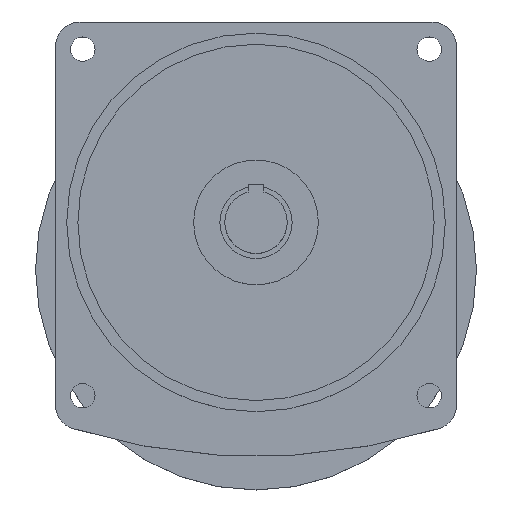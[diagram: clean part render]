
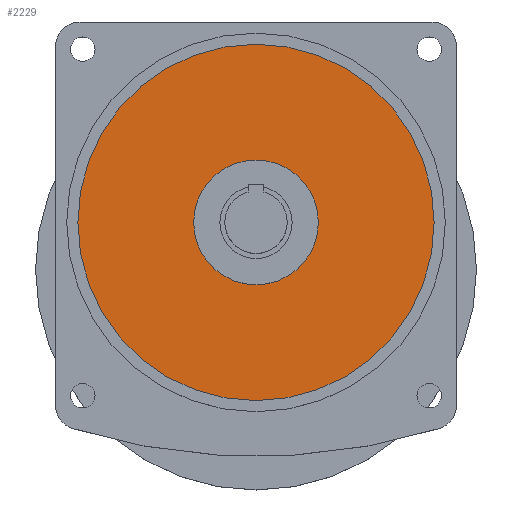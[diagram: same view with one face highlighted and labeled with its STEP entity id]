
A CAD part, top view. The second image highlights one B-rep face of the part: STEP entity #2229.
In plain terms, the highlighted planar face has unit normal (0, 0, 1).
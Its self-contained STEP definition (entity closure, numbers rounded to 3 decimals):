
#25 = DIRECTION ( 'NONE',  ( 1., 0., 0. ) ) ;
#104 = CIRCLE ( 'NONE', #900, 80. ) ;
#645 = VERTEX_POINT ( 'NONE', #4618 ) ;
#724 = ORIENTED_EDGE ( 'NONE', *, *, #1067, .F. ) ;
#770 = PLANE ( 'NONE',  #4418 ) ;
#799 = CIRCLE ( 'NONE', #4793, 80. ) ;
#811 = CARTESIAN_POINT ( 'NONE',  ( 0., 172.5, 0. ) ) ;
#900 = AXIS2_PLACEMENT_3D ( 'NONE', #1032, #2673, #3900 ) ;
#1032 = CARTESIAN_POINT ( 'NONE',  ( 0., 0., 0. ) ) ;
#1059 = CARTESIAN_POINT ( 'NONE',  ( 28., 0., 0. ) ) ;
#1067 = EDGE_CURVE ( 'NONE', #3644, #3939, #4338, .T. ) ;
#1844 = DIRECTION ( 'NONE',  ( 0., 0., 1. ) ) ;
#2223 = CARTESIAN_POINT ( 'NONE',  ( 0., 0., 0. ) ) ;
#2229 = ADVANCED_FACE ( 'NONE', ( #4040, #4229 ), #770, .T. ) ;
#2345 = DIRECTION ( 'NONE',  ( 1., 0., 0. ) ) ;
#2495 = EDGE_CURVE ( 'NONE', #645, #3462, #104, .T. ) ;
#2673 = DIRECTION ( 'NONE',  ( 0., 0., -1. ) ) ;
#2696 = CARTESIAN_POINT ( 'NONE',  ( -80., 0., 0. ) ) ;
#2773 = ORIENTED_EDGE ( 'NONE', *, *, #2495, .F. ) ;
#2797 = CARTESIAN_POINT ( 'NONE',  ( 0., 0., 0. ) ) ;
#3257 = AXIS2_PLACEMENT_3D ( 'NONE', #2223, #3477, #3889 ) ;
#3289 = CARTESIAN_POINT ( 'NONE',  ( -28., 0., 0. ) ) ;
#3414 = CIRCLE ( 'NONE', #3978, 28. ) ;
#3462 = VERTEX_POINT ( 'NONE', #2696 ) ;
#3477 = DIRECTION ( 'NONE',  ( 0., 0., 1. ) ) ;
#3644 = VERTEX_POINT ( 'NONE', #3289 ) ;
#3889 = DIRECTION ( 'NONE',  ( 1., 0., 0. ) ) ;
#3900 = DIRECTION ( 'NONE',  ( 1., 0., 0. ) ) ;
#3939 = VERTEX_POINT ( 'NONE', #1059 ) ;
#3978 = AXIS2_PLACEMENT_3D ( 'NONE', #4298, #1844, #4703 ) ;
#4040 = FACE_OUTER_BOUND ( 'NONE', #4921, .T. ) ;
#4229 = FACE_BOUND ( 'NONE', #4402, .T. ) ;
#4298 = CARTESIAN_POINT ( 'NONE',  ( 0., 0., 0. ) ) ;
#4338 = CIRCLE ( 'NONE', #3257, 28. ) ;
#4402 = EDGE_LOOP ( 'NONE', ( #724, #5089 ) ) ;
#4418 = AXIS2_PLACEMENT_3D ( 'NONE', #811, #4858, #25 ) ;
#4459 = ORIENTED_EDGE ( 'NONE', *, *, #4754, .F. ) ;
#4618 = CARTESIAN_POINT ( 'NONE',  ( 80., 0., 0. ) ) ;
#4703 = DIRECTION ( 'NONE',  ( 1., 0., 0. ) ) ;
#4725 = EDGE_CURVE ( 'NONE', #3939, #3644, #3414, .T. ) ;
#4754 = EDGE_CURVE ( 'NONE', #3462, #645, #799, .T. ) ;
#4793 = AXIS2_PLACEMENT_3D ( 'NONE', #2797, #4833, #2345 ) ;
#4833 = DIRECTION ( 'NONE',  ( 0., 0., -1. ) ) ;
#4858 = DIRECTION ( 'NONE',  ( 0., 0., 1. ) ) ;
#4921 = EDGE_LOOP ( 'NONE', ( #4459, #2773 ) ) ;
#5089 = ORIENTED_EDGE ( 'NONE', *, *, #4725, .F. ) ;
